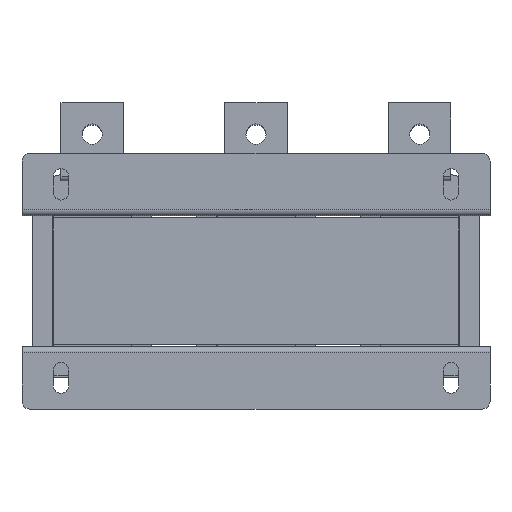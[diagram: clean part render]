
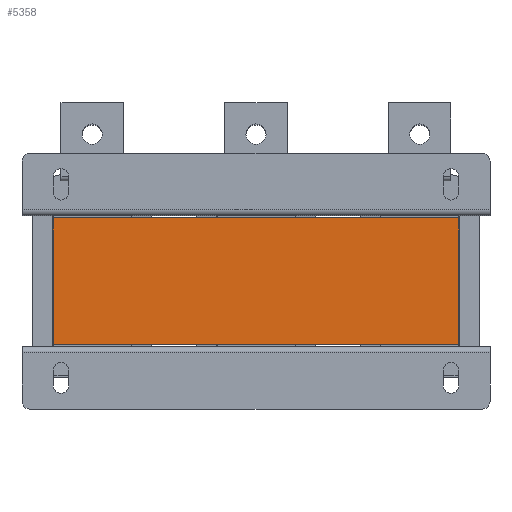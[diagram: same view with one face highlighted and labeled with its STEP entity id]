
A CAD part, front view. The second image highlights one B-rep face of the part: STEP entity #5358.
In plain terms, the highlighted planar face has unit normal (0, -1, 0).
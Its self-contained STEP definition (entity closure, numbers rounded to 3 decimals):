
#283 = PLANE ( 'NONE',  #3653 ) ;
#507 = ORIENTED_EDGE ( 'NONE', *, *, #2195, .T. ) ;
#557 = EDGE_LOOP ( 'NONE', ( #507, #3349, #4602, #831 ) ) ;
#734 = DIRECTION ( 'NONE',  ( 1., 0., 0. ) ) ;
#809 = EDGE_CURVE ( 'NONE', #1827, #3737, #5629, .T. ) ;
#831 = ORIENTED_EDGE ( 'NONE', *, *, #3892, .T. ) ;
#1663 = VECTOR ( 'NONE', #3219, 1000. ) ;
#1827 = VERTEX_POINT ( 'NONE', #2085 ) ;
#1864 = DIRECTION ( 'NONE',  ( 0., 0., 1. ) ) ;
#1979 = CARTESIAN_POINT ( 'NONE',  ( 130., -25., 0. ) ) ;
#2085 = CARTESIAN_POINT ( 'NONE',  ( 130., -25., 81. ) ) ;
#2185 = VECTOR ( 'NONE', #734, 1000. ) ;
#2195 = EDGE_CURVE ( 'NONE', #4632, #3737, #3763, .T. ) ;
#2635 = DIRECTION ( 'NONE',  ( 0., 0., -1. ) ) ;
#2875 = DIRECTION ( 'NONE',  ( 0., 1., 0. ) ) ;
#3219 = DIRECTION ( 'NONE',  ( 1., 0., 0. ) ) ;
#3324 = LINE ( 'NONE', #4406, #2185 ) ;
#3349 = ORIENTED_EDGE ( 'NONE', *, *, #809, .F. ) ;
#3483 = FACE_OUTER_BOUND ( 'NONE', #557, .T. ) ;
#3611 = EDGE_CURVE ( 'NONE', #6016, #1827, #3324, .T. ) ;
#3653 = AXIS2_PLACEMENT_3D ( 'NONE', #4011, #2875, #1864 ) ;
#3687 = CARTESIAN_POINT ( 'NONE',  ( -130., -25., 0. ) ) ;
#3731 = LINE ( 'NONE', #4775, #5164 ) ;
#3737 = VERTEX_POINT ( 'NONE', #1979 ) ;
#3763 = LINE ( 'NONE', #3687, #1663 ) ;
#3892 = EDGE_CURVE ( 'NONE', #6016, #4632, #3731, .T. ) ;
#4011 = CARTESIAN_POINT ( 'NONE',  ( -130., -25., 81. ) ) ;
#4174 = CARTESIAN_POINT ( 'NONE',  ( -130., -25., 81. ) ) ;
#4406 = CARTESIAN_POINT ( 'NONE',  ( -130., -25., 81. ) ) ;
#4602 = ORIENTED_EDGE ( 'NONE', *, *, #3611, .F. ) ;
#4632 = VERTEX_POINT ( 'NONE', #5342 ) ;
#4775 = CARTESIAN_POINT ( 'NONE',  ( -130., -25., 81. ) ) ;
#5164 = VECTOR ( 'NONE', #2635, 1000. ) ;
#5342 = CARTESIAN_POINT ( 'NONE',  ( -130., -25., 0. ) ) ;
#5358 = ADVANCED_FACE ( 'NONE', ( #3483 ), #283, .F. ) ;
#5596 = DIRECTION ( 'NONE',  ( 0., 0., -1. ) ) ;
#5629 = LINE ( 'NONE', #6641, #6177 ) ;
#6016 = VERTEX_POINT ( 'NONE', #4174 ) ;
#6177 = VECTOR ( 'NONE', #5596, 1000. ) ;
#6641 = CARTESIAN_POINT ( 'NONE',  ( 130., -25., 81. ) ) ;
